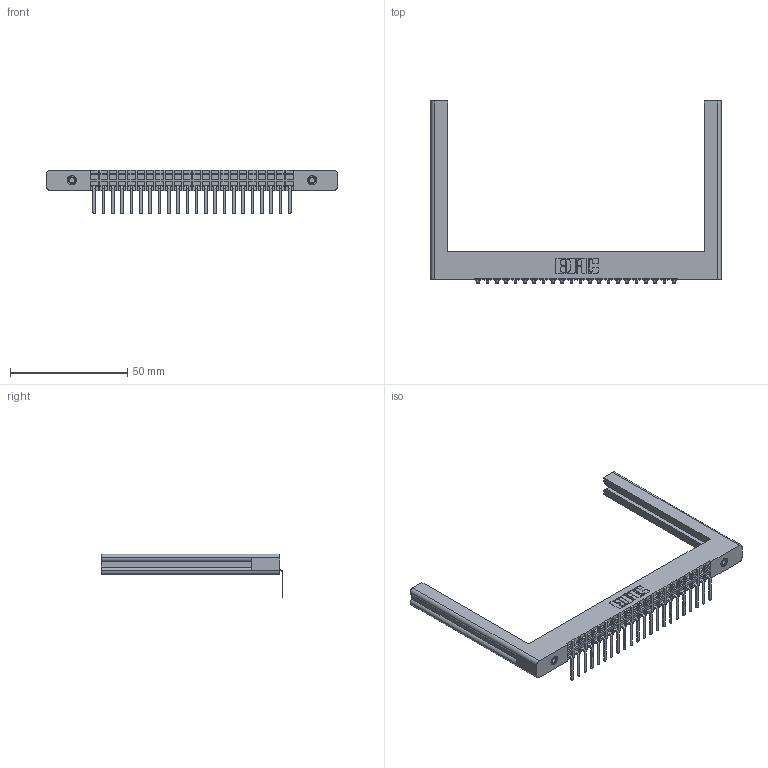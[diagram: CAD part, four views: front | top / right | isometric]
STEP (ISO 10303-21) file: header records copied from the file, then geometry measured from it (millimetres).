
FILE_DESCRIPTION (( 'STEP AP203' ), '1' );
FILE_NAME ('322-022-557-158.STEP', '2018-08-01T11:30:13', ( '' ), ( '' ), 'SwSTEP 2.0', 'SolidWorks 2016', '' );
FILE_SCHEMA (( 'CONFIG_CONTROL_DESIGN' ));
Length unit declared in the file: inch
Products named in the file (4): 322 Part; 307-250-006-100_307-250-006-100; 307-290-002_557; 322-022-557-158
Assembly tree (25 placements, depth 2):
  322-022-557-158
    322 Part
    307-250-006-100_307-250-006-100  x2
    307-290-002_557  x22
Bounding box: 123.83 x 77.51 x 18.67 mm (x, y, z)
Volume: 16225.8 mm3; surface area: 19543.8 mm2
Topology: 25 solids, 25 shells, 1877 faces, 5845 edges, 3894 vertices
Faces by surface type: plane 1261, cylinder 612, cone 4
Entity records: 23781 total; most frequent: ORIENTED_EDGE 4098, CARTESIAN_POINT 4092, DIRECTION 3659, EDGE_CURVE 2049, LINE 1797, VECTOR 1797, VERTEX_POINT 1364, AXIS2_PLACEMENT_3D 931
